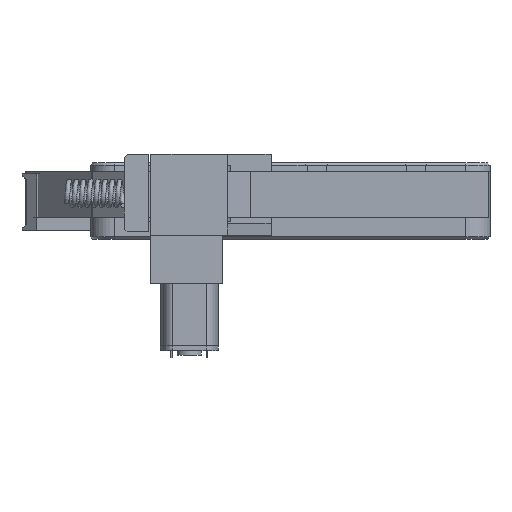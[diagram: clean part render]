
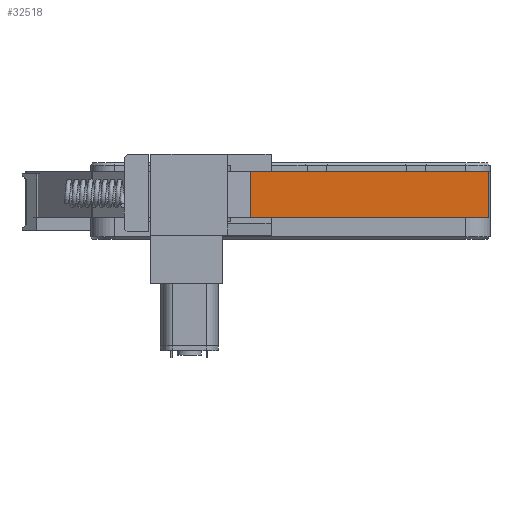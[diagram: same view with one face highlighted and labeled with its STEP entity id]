
A CAD part, left-side view. The second image highlights one B-rep face of the part: STEP entity #32518.
In plain terms, the highlighted planar face has unit normal (-1, 0, 0).
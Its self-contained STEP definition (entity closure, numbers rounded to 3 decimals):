
#9411 = EDGE_CURVE ( 'NONE', #13391, #36109, #56511, .T. ) ;
#11692 = CARTESIAN_POINT ( 'NONE',  ( -118.404, -36.126, 14.1 ) ) ;
#13391 = VERTEX_POINT ( 'NONE', #11692 ) ;
#14340 = VECTOR ( 'NONE', #19152, 1000. ) ;
#17047 = ORIENTED_EDGE ( 'NONE', *, *, #9411, .F. ) ;
#17373 = VECTOR ( 'NONE', #22232, 1000. ) ;
#17756 = ORIENTED_EDGE ( 'NONE', *, *, #72552, .T. ) ;
#17776 = LINE ( 'NONE', #46672, #87409 ) ;
#19152 = DIRECTION ( 'NONE',  ( 0., 0., -1. ) ) ;
#22232 = DIRECTION ( 'NONE',  ( 0., -1., 0. ) ) ;
#23042 = PLANE ( 'NONE',  #29959 ) ;
#25017 = EDGE_LOOP ( 'NONE', ( #52349, #17756, #50581, #17047 ) ) ;
#28597 = EDGE_CURVE ( 'NONE', #71144, #36109, #35283, .T. ) ;
#29959 = AXIS2_PLACEMENT_3D ( 'NONE', #49277, #83143, #30082 ) ;
#30082 = DIRECTION ( 'NONE',  ( 0., 0., -1. ) ) ;
#32511 = DIRECTION ( 'NONE',  ( 0., 0., -1. ) ) ;
#32518 = ADVANCED_FACE ( 'NONE', ( #81067 ), #23042, .F. ) ;
#35283 = LINE ( 'NONE', #56108, #17373 ) ;
#36109 = VERTEX_POINT ( 'NONE', #69481 ) ;
#39923 = CARTESIAN_POINT ( 'NONE',  ( -118.404, 13.194, 14.1 ) ) ;
#46672 = CARTESIAN_POINT ( 'NONE',  ( -118.404, 13.194, 202.708 ) ) ;
#48443 = VERTEX_POINT ( 'NONE', #39923 ) ;
#49277 = CARTESIAN_POINT ( 'NONE',  ( -118.404, 13.197, 202.708 ) ) ;
#50581 = ORIENTED_EDGE ( 'NONE', *, *, #28597, .T. ) ;
#51511 = EDGE_CURVE ( 'NONE', #48443, #13391, #75426, .T. ) ;
#52349 = ORIENTED_EDGE ( 'NONE', *, *, #51511, .F. ) ;
#54467 = DIRECTION ( 'NONE',  ( 0., -1., 0. ) ) ;
#56108 = CARTESIAN_POINT ( 'NONE',  ( -118.404, 13.197, 4.5 ) ) ;
#56511 = LINE ( 'NONE', #80169, #14340 ) ;
#59889 = CARTESIAN_POINT ( 'NONE',  ( -118.404, 13.194, 4.5 ) ) ;
#69481 = CARTESIAN_POINT ( 'NONE',  ( -118.404, -36.126, 4.5 ) ) ;
#71144 = VERTEX_POINT ( 'NONE', #59889 ) ;
#72552 = EDGE_CURVE ( 'NONE', #48443, #71144, #17776, .T. ) ;
#75426 = LINE ( 'NONE', #81289, #79563 ) ;
#79563 = VECTOR ( 'NONE', #54467, 1000. ) ;
#80169 = CARTESIAN_POINT ( 'NONE',  ( -118.404, -36.126, 202.708 ) ) ;
#81067 = FACE_OUTER_BOUND ( 'NONE', #25017, .T. ) ;
#81289 = CARTESIAN_POINT ( 'NONE',  ( -118.404, 13.197, 14.1 ) ) ;
#83143 = DIRECTION ( 'NONE',  ( 1., 0., 0. ) ) ;
#87409 = VECTOR ( 'NONE', #32511, 1000. ) ;
